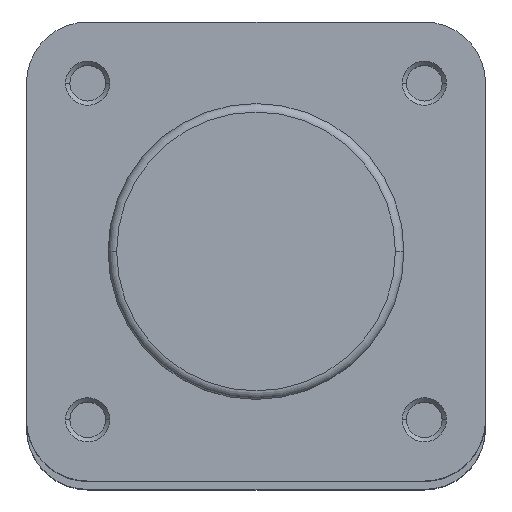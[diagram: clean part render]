
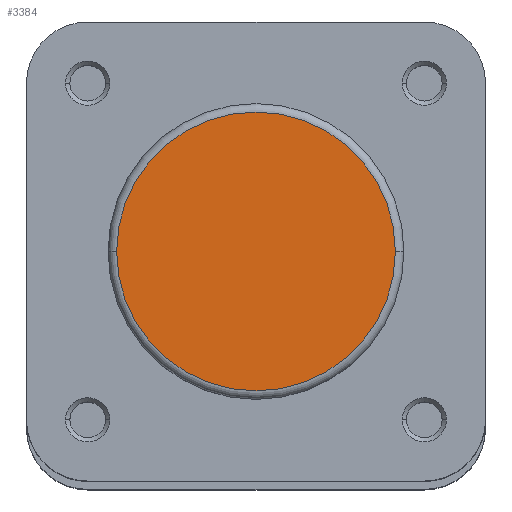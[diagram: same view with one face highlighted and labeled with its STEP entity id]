
A CAD part, top view. The second image highlights one B-rep face of the part: STEP entity #3384.
In plain terms, the highlighted planar face has unit normal (0, 0, 1).
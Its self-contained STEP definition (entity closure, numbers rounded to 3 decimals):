
#336 = EDGE_CURVE ( 'NONE', #3932, #3922, #1614, .T. ) ;
#356 = EDGE_CURVE ( 'NONE', #3922, #3932, #1643, .T. ) ;
#472 = AXIS2_PLACEMENT_3D ( 'NONE', #2190, #2196, #2197 ) ;
#518 = AXIS2_PLACEMENT_3D ( 'NONE', #4786, #4793, #4794 ) ;
#527 = AXIS2_PLACEMENT_3D ( 'NONE', #4735, #4742, #4743 ) ;
#1070 = EDGE_LOOP ( 'NONE', ( #3822, #3821 ) ) ;
#1614 = CIRCLE ( 'NONE', #527, 16.4 ) ;
#1643 = CIRCLE ( 'NONE', #518, 16.4 ) ;
#1755 = FACE_OUTER_BOUND ( 'NONE', #1070, .T. ) ;
#2187 = PLANE ( 'NONE',  #472 ) ;
#2190 = CARTESIAN_POINT ( 'NONE',  ( 0., 17.4, 0. ) ) ;
#2196 = DIRECTION ( 'NONE',  ( 0., 0., -1. ) ) ;
#2197 = DIRECTION ( 'NONE',  ( -1., 0., 0. ) ) ;
#2875 = CARTESIAN_POINT ( 'NONE',  ( 16.4, 0., 0. ) ) ;
#2885 = CARTESIAN_POINT ( 'NONE',  ( -16.4, 0., 0. ) ) ;
#3384 = ADVANCED_FACE ( 'NONE', ( #1755 ), #2187, .F. ) ;
#3821 = ORIENTED_EDGE ( 'NONE', *, *, #356, .T. ) ;
#3822 = ORIENTED_EDGE ( 'NONE', *, *, #336, .T. ) ;
#3922 = VERTEX_POINT ( 'NONE', #2875 ) ;
#3932 = VERTEX_POINT ( 'NONE', #2885 ) ;
#4735 = CARTESIAN_POINT ( 'NONE',  ( 0., 0., 0. ) ) ;
#4742 = DIRECTION ( 'NONE',  ( 0., 0., 1. ) ) ;
#4743 = DIRECTION ( 'NONE',  ( -1., 0., 0. ) ) ;
#4786 = CARTESIAN_POINT ( 'NONE',  ( 0., 0., 0. ) ) ;
#4793 = DIRECTION ( 'NONE',  ( 0., 0., 1. ) ) ;
#4794 = DIRECTION ( 'NONE',  ( -1., 0., 0. ) ) ;
